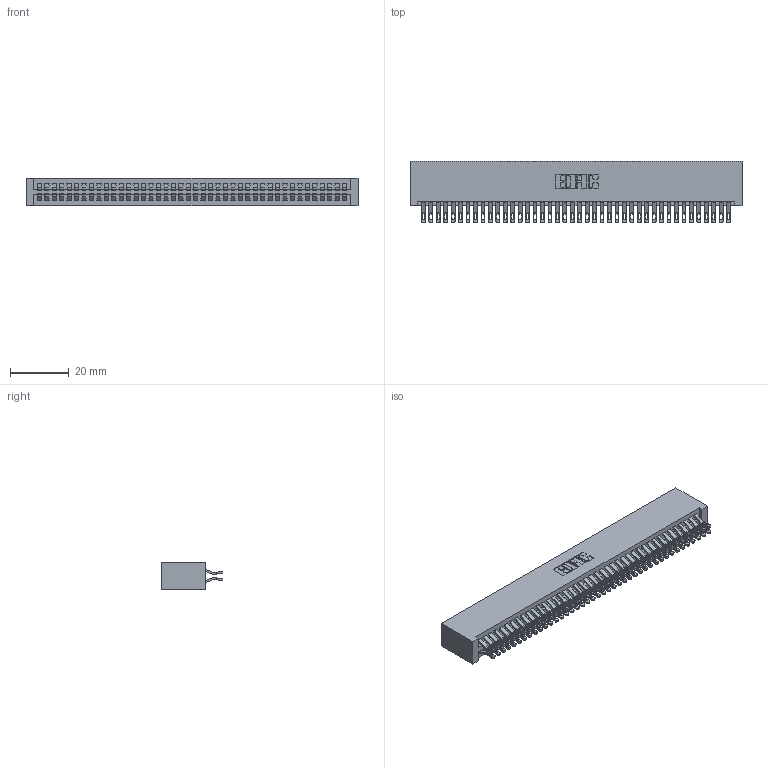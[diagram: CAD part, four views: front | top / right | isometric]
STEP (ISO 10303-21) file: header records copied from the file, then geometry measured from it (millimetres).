
FILE_DESCRIPTION (( 'STEP AP203' ), '1' );
FILE_NAME ('395-084-555-201.STEP', '2018-11-28T15:39:35', ( '' ), ( '' ), 'SwSTEP 2.0', 'SolidWorks 2016', '' );
FILE_SCHEMA (( 'CONFIG_CONTROL_DESIGN' ));
Length unit declared in the file: inch
Products named in the file (3): 345 Part_No Mounting Lugs; 395-084-555-201; 345-292-001_555 Tail
Assembly tree (85 placements, depth 2):
  395-084-555-201
    345 Part_No Mounting Lugs
    345-292-001_555 Tail  x84
Bounding box: 113.28 x 21.13 x 9.4 mm (x, y, z)
Volume: 11864.1 mm3; surface area: 18687.8 mm2
Topology: 85 solids, 85 shells, 4822 faces, 15185 edges, 10122 vertices
Faces by surface type: plane 2680, cylinder 2142
Entity records: 33003 total; most frequent: CARTESIAN_POINT 5566, ORIENTED_EDGE 5470, DIRECTION 4871, EDGE_CURVE 2735, LINE 2423, VECTOR 2423, VERTEX_POINT 1822, AXIS2_PLACEMENT_3D 1224
